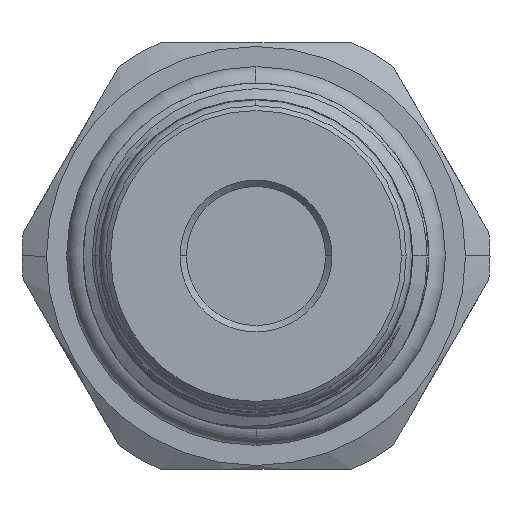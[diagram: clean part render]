
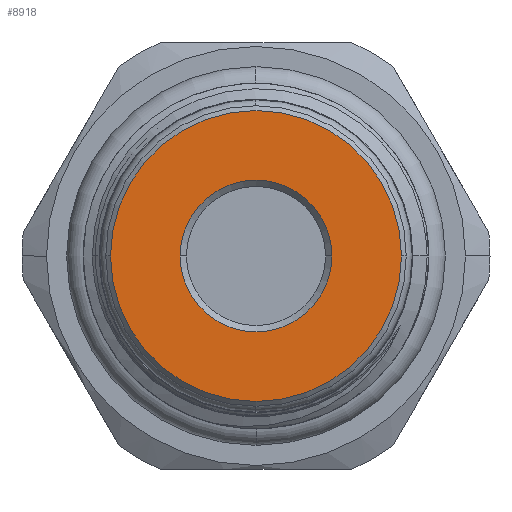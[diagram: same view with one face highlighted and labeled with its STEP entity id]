
A CAD part, left-side view. The second image highlights one B-rep face of the part: STEP entity #8918.
In plain terms, the highlighted planar face has unit normal (-1, 0, 0).
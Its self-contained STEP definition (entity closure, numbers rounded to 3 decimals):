
#6 = DIRECTION ( 'NONE',  ( 1., 0., 0. ) ) ;
#95 = CARTESIAN_POINT ( 'NONE',  ( -67.75, -4.8, 0. ) ) ;
#621 = CIRCLE ( 'NONE', #9223, 9.2 ) ;
#895 = CARTESIAN_POINT ( 'NONE',  ( -67.75, -9.2, 0. ) ) ;
#1164 = CIRCLE ( 'NONE', #12464, 4.8 ) ;
#1300 = DIRECTION ( 'NONE',  ( 0., -1., 0. ) ) ;
#1332 = VERTEX_POINT ( 'NONE', #895 ) ;
#1682 = PLANE ( 'NONE',  #2339 ) ;
#1728 = DIRECTION ( 'NONE',  ( 1., 0., 0. ) ) ;
#2242 = AXIS2_PLACEMENT_3D ( 'NONE', #11742, #12814, #6728 ) ;
#2321 = AXIS2_PLACEMENT_3D ( 'NONE', #2935, #6, #8012 ) ;
#2339 = AXIS2_PLACEMENT_3D ( 'NONE', #4630, #1728, #3635 ) ;
#2412 = CIRCLE ( 'NONE', #2242, 9.2 ) ;
#2610 = ORIENTED_EDGE ( 'NONE', *, *, #12788, .T. ) ;
#2911 = ORIENTED_EDGE ( 'NONE', *, *, #5571, .T. ) ;
#2935 = CARTESIAN_POINT ( 'NONE',  ( -67.75, 0., 0. ) ) ;
#3635 = DIRECTION ( 'NONE',  ( 0., -1., 0. ) ) ;
#4501 = DIRECTION ( 'NONE',  ( -1., 0., 0. ) ) ;
#4630 = CARTESIAN_POINT ( 'NONE',  ( -67.75, 0., 0. ) ) ;
#4694 = DIRECTION ( 'NONE',  ( 0., -1., 0. ) ) ;
#5403 = DIRECTION ( 'NONE',  ( 1., 0., 0. ) ) ;
#5571 = EDGE_CURVE ( 'NONE', #6843, #12421, #1164, .T. ) ;
#5760 = FACE_BOUND ( 'NONE', #11917, .T. ) ;
#6728 = DIRECTION ( 'NONE',  ( 0., -1., 0. ) ) ;
#6843 = VERTEX_POINT ( 'NONE', #95 ) ;
#6933 = CARTESIAN_POINT ( 'NONE',  ( -67.75, 9.2, 0. ) ) ;
#7407 = CARTESIAN_POINT ( 'NONE',  ( -67.75, 0., 0. ) ) ;
#7716 = EDGE_CURVE ( 'NONE', #1332, #11017, #2412, .T. ) ;
#8012 = DIRECTION ( 'NONE',  ( 0., -1., 0. ) ) ;
#8129 = CARTESIAN_POINT ( 'NONE',  ( -67.75, 4.8, 0. ) ) ;
#8606 = FACE_OUTER_BOUND ( 'NONE', #10913, .T. ) ;
#8712 = CIRCLE ( 'NONE', #2321, 4.8 ) ;
#8918 = ADVANCED_FACE ( 'NONE', ( #5760, #8606 ), #1682, .F. ) ;
#9223 = AXIS2_PLACEMENT_3D ( 'NONE', #10588, #4501, #4694 ) ;
#10588 = CARTESIAN_POINT ( 'NONE',  ( -67.75, 0., 0. ) ) ;
#10913 = EDGE_LOOP ( 'NONE', ( #13181, #12568 ) ) ;
#11017 = VERTEX_POINT ( 'NONE', #6933 ) ;
#11676 = EDGE_CURVE ( 'NONE', #11017, #1332, #621, .T. ) ;
#11742 = CARTESIAN_POINT ( 'NONE',  ( -67.75, 0., 0. ) ) ;
#11917 = EDGE_LOOP ( 'NONE', ( #2610, #2911 ) ) ;
#12421 = VERTEX_POINT ( 'NONE', #8129 ) ;
#12464 = AXIS2_PLACEMENT_3D ( 'NONE', #7407, #5403, #1300 ) ;
#12568 = ORIENTED_EDGE ( 'NONE', *, *, #11676, .T. ) ;
#12788 = EDGE_CURVE ( 'NONE', #12421, #6843, #8712, .T. ) ;
#12814 = DIRECTION ( 'NONE',  ( -1., 0., 0. ) ) ;
#13181 = ORIENTED_EDGE ( 'NONE', *, *, #7716, .T. ) ;
